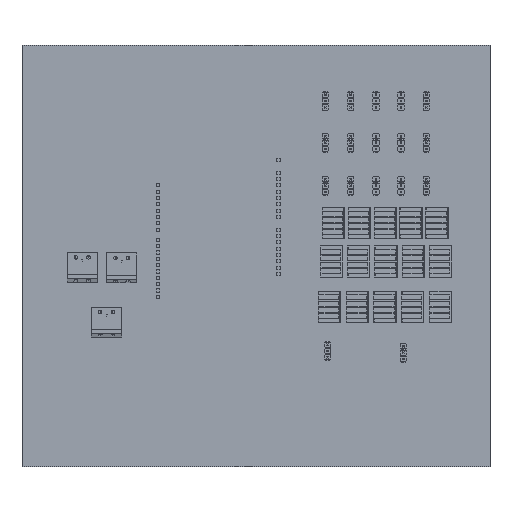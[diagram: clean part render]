
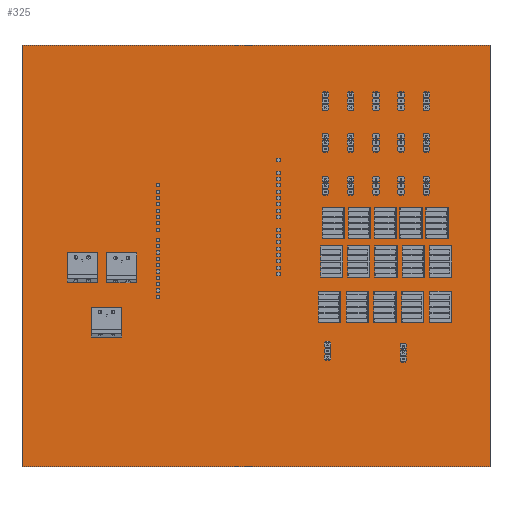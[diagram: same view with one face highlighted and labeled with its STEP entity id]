
A CAD part, top view. The second image highlights one B-rep face of the part: STEP entity #325.
In plain terms, the highlighted planar face has unit normal (0, 0, 1).
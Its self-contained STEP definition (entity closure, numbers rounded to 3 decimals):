
#196 = VERTEX_POINT('',#197);
#197 = CARTESIAN_POINT('',(18.669,1.524,0.411));
#203 = EDGE_CURVE('',#196,#204,#206,.T.);
#204 = VERTEX_POINT('',#205);
#205 = CARTESIAN_POINT('',(206.375,1.524,0.411));
#206 = LINE('',#207,#208);
#207 = CARTESIAN_POINT('',(18.669,1.524,0.411));
#208 = VECTOR('',#209,1.);
#209 = DIRECTION('',(1.,0.,0.));
#234 = EDGE_CURVE('',#204,#235,#237,.T.);
#235 = VERTEX_POINT('',#236);
#236 = CARTESIAN_POINT('',(206.375,170.688,0.411));
#237 = LINE('',#238,#239);
#238 = CARTESIAN_POINT('',(206.375,1.524,0.411));
#239 = VECTOR('',#240,1.);
#240 = DIRECTION('',(0.,1.,0.));
#265 = EDGE_CURVE('',#235,#266,#268,.T.);
#266 = VERTEX_POINT('',#267);
#267 = CARTESIAN_POINT('',(18.669,170.688,0.411));
#268 = LINE('',#269,#270);
#269 = CARTESIAN_POINT('',(206.375,170.688,0.411));
#270 = VECTOR('',#271,1.);
#271 = DIRECTION('',(-1.,0.,0.));
#296 = EDGE_CURVE('',#266,#196,#297,.T.);
#297 = LINE('',#298,#299);
#298 = CARTESIAN_POINT('',(18.669,170.688,0.411));
#299 = VECTOR('',#300,1.);
#300 = DIRECTION('',(0.,-1.,0.));
#325 = ADVANCED_FACE('',(#326),#332,.F.);
#326 = FACE_BOUND('',#327,.T.);
#327 = EDGE_LOOP('',(#328,#329,#330,#331));
#328 = ORIENTED_EDGE('',*,*,#203,.T.);
#329 = ORIENTED_EDGE('',*,*,#234,.T.);
#330 = ORIENTED_EDGE('',*,*,#265,.T.);
#331 = ORIENTED_EDGE('',*,*,#296,.T.);
#332 = PLANE('',#333);
#333 = AXIS2_PLACEMENT_3D('',#334,#335,#336);
#334 = CARTESIAN_POINT('',(18.669,1.524,0.411));
#335 = DIRECTION('',(0.,0.,-1.));
#336 = DIRECTION('',(-1.,0.,0.));
